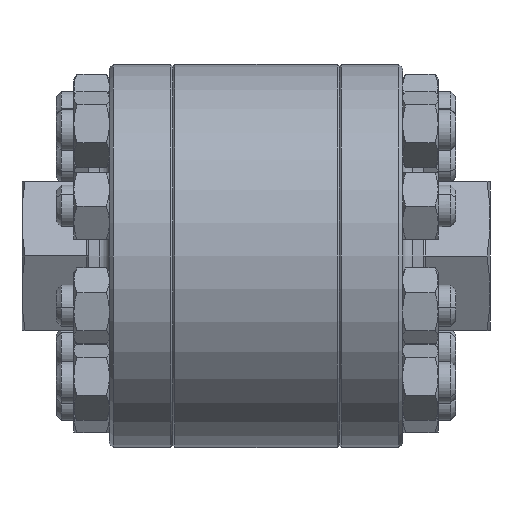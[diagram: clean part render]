
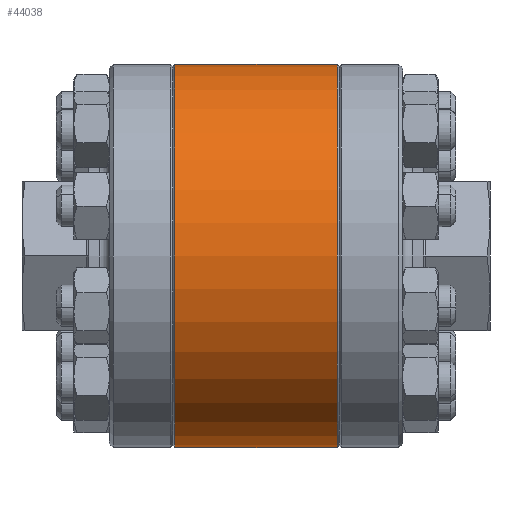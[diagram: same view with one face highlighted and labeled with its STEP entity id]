
A CAD part, front view. The second image highlights one B-rep face of the part: STEP entity #44038.
In plain terms, the highlighted cylindrical face has radius 36.513 mm (diameter 73.025 mm), a partial arc.
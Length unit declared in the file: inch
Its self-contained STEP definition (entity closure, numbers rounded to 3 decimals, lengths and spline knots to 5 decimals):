
#734 = EDGE_CURVE ( 'NONE', #20842, #45928, #7160, .T. ) ;
#1087 = DIRECTION ( 'NONE',  ( -1., 0., 0. ) ) ;
#2209 = CARTESIAN_POINT ( 'NONE',  ( -0.20099, 1.4712, 0.84488 ) ) ;
#5454 = VERTEX_POINT ( 'NONE', #22666 ) ;
#6234 = EDGE_CURVE ( 'NONE', #5454, #14080, #41854, .T. ) ;
#6452 = FACE_OUTER_BOUND ( 'NONE', #36991, .T. ) ;
#7141 = ORIENTED_EDGE ( 'NONE', *, *, #31192, .T. ) ;
#7160 = LINE ( 'NONE', #31479, #19068 ) ;
#7670 = AXIS2_PLACEMENT_3D ( 'NONE', #7682, #12802, #33224 ) ;
#7682 = CARTESIAN_POINT ( 'NONE',  ( -0.20099, 1.4712, 2.28238 ) ) ;
#9384 = CARTESIAN_POINT ( 'NONE',  ( 0.35745, 1.4712, 2.28238 ) ) ;
#12802 = DIRECTION ( 'NONE',  ( -1., 0., 0. ) ) ;
#14080 = VERTEX_POINT ( 'NONE', #20572 ) ;
#14381 = CARTESIAN_POINT ( 'NONE',  ( 1.57745, 1.4712, 2.28238 ) ) ;
#14522 = DIRECTION ( 'NONE',  ( 0., 0., 1. ) ) ;
#14930 = VECTOR ( 'NONE', #62905, 39.37008 ) ;
#15762 = CIRCLE ( 'NONE', #57186, 1.4375 ) ;
#19068 = VECTOR ( 'NONE', #1087, 39.37008 ) ;
#19460 = DIRECTION ( 'NONE',  ( 0., 0., 1. ) ) ;
#19658 = ORIENTED_EDGE ( 'NONE', *, *, #734, .T. ) ;
#20572 = CARTESIAN_POINT ( 'NONE',  ( 0.35745, 1.4712, 0.84488 ) ) ;
#20842 = VERTEX_POINT ( 'NONE', #65790 ) ;
#22666 = CARTESIAN_POINT ( 'NONE',  ( 1.57745, 1.4712, 0.84488 ) ) ;
#31192 = EDGE_CURVE ( 'NONE', #5454, #20842, #38718, .T. ) ;
#31479 = CARTESIAN_POINT ( 'NONE',  ( -0.20099, 1.4712, 3.71988 ) ) ;
#33224 = DIRECTION ( 'NONE',  ( 0., 0., 1. ) ) ;
#35414 = ORIENTED_EDGE ( 'NONE', *, *, #6234, .F. ) ;
#36991 = EDGE_LOOP ( 'NONE', ( #35414, #7141, #19658, #38817 ) ) ;
#38718 = CIRCLE ( 'NONE', #56333, 1.4375 ) ;
#38817 = ORIENTED_EDGE ( 'NONE', *, *, #57433, .F. ) ;
#41854 = LINE ( 'NONE', #2209, #14930 ) ;
#44038 = ADVANCED_FACE ( 'NONE', ( #6452 ), #52420, .T. ) ;
#44800 = DIRECTION ( 'NONE',  ( -1., 0., 0. ) ) ;
#45928 = VERTEX_POINT ( 'NONE', #60926 ) ;
#49733 = DIRECTION ( 'NONE',  ( -1., 0., 0. ) ) ;
#52420 = CYLINDRICAL_SURFACE ( 'NONE', #7670, 1.4375 ) ;
#56333 = AXIS2_PLACEMENT_3D ( 'NONE', #14381, #49733, #19460 ) ;
#57186 = AXIS2_PLACEMENT_3D ( 'NONE', #9384, #44800, #14522 ) ;
#57433 = EDGE_CURVE ( 'NONE', #14080, #45928, #15762, .T. ) ;
#60926 = CARTESIAN_POINT ( 'NONE',  ( 0.35745, 1.4712, 3.71988 ) ) ;
#62905 = DIRECTION ( 'NONE',  ( -1., 0., 0. ) ) ;
#65790 = CARTESIAN_POINT ( 'NONE',  ( 1.57745, 1.4712, 3.71988 ) ) ;
